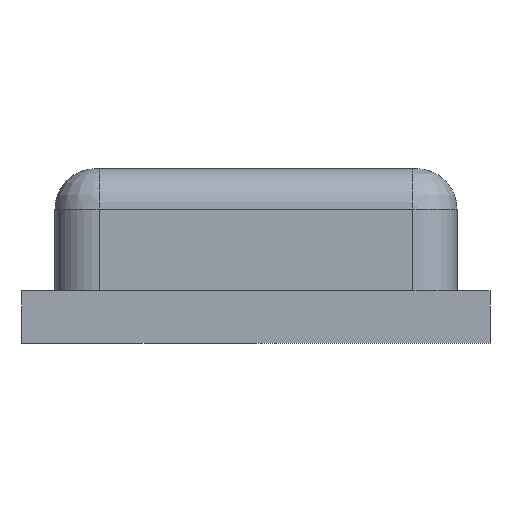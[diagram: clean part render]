
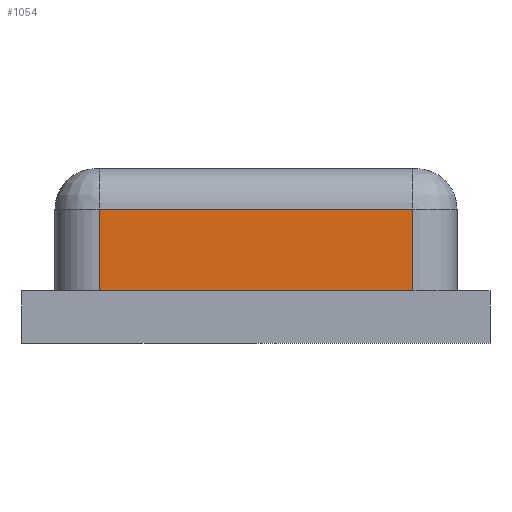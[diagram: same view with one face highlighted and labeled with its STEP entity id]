
A CAD part, front view. The second image highlights one B-rep face of the part: STEP entity #1054.
In plain terms, the highlighted planar face has unit normal (0, -1, 0).
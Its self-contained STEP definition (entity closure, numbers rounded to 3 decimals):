
#281 = PLANE('',#282);
#282 = AXIS2_PLACEMENT_3D('',#283,#284,#285);
#283 = CARTESIAN_POINT('',(-1.475,-2.576,0.33));
#284 = DIRECTION('',(0.,0.,-1.));
#285 = DIRECTION('',(0.,1.,0.));
#578 = VERTEX_POINT('',#579);
#579 = CARTESIAN_POINT('',(0.988,-2.358,0.33));
#594 = CYLINDRICAL_SURFACE('',#595,0.279);
#595 = AXIS2_PLACEMENT_3D('',#596,#597,#598);
#596 = CARTESIAN_POINT('',(0.988,-2.079,1.1));
#597 = DIRECTION('',(0.,0.,-1.));
#598 = DIRECTION('',(0.,1.,0.));
#628 = EDGE_CURVE('',#629,#578,#631,.T.);
#629 = VERTEX_POINT('',#630);
#630 = CARTESIAN_POINT('',(-0.988,-2.358,0.33));
#631 = SURFACE_CURVE('',#632,(#636,#643),.PCURVE_S1.);
#632 = LINE('',#633,#634);
#633 = CARTESIAN_POINT('',(-1.267,-2.358,0.33));
#634 = VECTOR('',#635,1.);
#635 = DIRECTION('',(1.,0.,0.));
#636 = PCURVE('',#281,#637);
#637 = DEFINITIONAL_REPRESENTATION('',(#638),#642);
#638 = LINE('',#639,#640);
#639 = CARTESIAN_POINT('',(0.218,0.208));
#640 = VECTOR('',#641,1.);
#641 = DIRECTION('',(0.,1.));
#642 = ( GEOMETRIC_REPRESENTATION_CONTEXT(2) 
PARAMETRIC_REPRESENTATION_CONTEXT() REPRESENTATION_CONTEXT('2D SPACE',''
  ) );
#643 = PCURVE('',#644,#649);
#644 = PLANE('',#645);
#645 = AXIS2_PLACEMENT_3D('',#646,#647,#648);
#646 = CARTESIAN_POINT('',(-1.267,-2.358,1.1));
#647 = DIRECTION('',(0.,1.,0.));
#648 = DIRECTION('',(-1.,0.,0.));
#649 = DEFINITIONAL_REPRESENTATION('',(#650),#654);
#650 = LINE('',#651,#652);
#651 = CARTESIAN_POINT('',(0.,-0.77));
#652 = VECTOR('',#653,1.);
#653 = DIRECTION('',(-1.,0.));
#654 = ( GEOMETRIC_REPRESENTATION_CONTEXT(2) 
PARAMETRIC_REPRESENTATION_CONTEXT() REPRESENTATION_CONTEXT('2D SPACE',''
  ) );
#671 = CYLINDRICAL_SURFACE('',#672,0.279);
#672 = AXIS2_PLACEMENT_3D('',#673,#674,#675);
#673 = CARTESIAN_POINT('',(-0.988,-2.079,1.1));
#674 = DIRECTION('',(0.,0.,-1.));
#675 = DIRECTION('',(0.,1.,0.));
#1054 = ADVANCED_FACE('',(#1055),#644,.F.);
#1055 = FACE_BOUND('',#1056,.T.);
#1056 = EDGE_LOOP('',(#1057,#1102,#1152,#1195));
#1057 = ORIENTED_EDGE('',*,*,#1058,.T.);
#1058 = EDGE_CURVE('',#578,#1059,#1061,.T.);
#1059 = VERTEX_POINT('',#1060);
#1060 = CARTESIAN_POINT('',(0.988,-2.358,0.846));
#1061 = SURFACE_CURVE('',#1062,(#1066,#1073),.PCURVE_S1.);
#1062 = LINE('',#1063,#1064);
#1063 = CARTESIAN_POINT('',(0.988,-2.358,1.1));
#1064 = VECTOR('',#1065,1.);
#1065 = DIRECTION('',(0.,0.,1.));
#1066 = PCURVE('',#644,#1067);
#1067 = DEFINITIONAL_REPRESENTATION('',(#1068),#1072);
#1068 = LINE('',#1069,#1070);
#1069 = CARTESIAN_POINT('',(-2.255,0.));
#1070 = VECTOR('',#1071,1.);
#1071 = DIRECTION('',(0.,1.));
#1072 = ( GEOMETRIC_REPRESENTATION_CONTEXT(2) 
PARAMETRIC_REPRESENTATION_CONTEXT() REPRESENTATION_CONTEXT('2D SPACE',''
  ) );
#1073 = PCURVE('',#594,#1074);
#1074 = DEFINITIONAL_REPRESENTATION('',(#1075),#1101);
#1075 = B_SPLINE_CURVE_WITH_KNOTS('',3,(#1076,#1077,#1078,#1079,#1080,
    #1081,#1082,#1083,#1084,#1085,#1086,#1087,#1088,#1089,#1090,#1091,
    #1092,#1093,#1094,#1095,#1096,#1097,#1098,#1099,#1100),
  .UNSPECIFIED.,.F.,.F.,(4,1,1,1,1,1,1,1,1,1,1,1,1,1,1,1,1,1,1,1,1,1,4),
  (-0.77,-0.747,-0.723,-0.7,-0.676
    ,-0.653,-0.629,-0.606,-0.582,
    -0.559,-0.535,-0.512,-0.489,
    -0.465,-0.442,-0.418,-0.395,
    -0.371,-0.348,-0.324,-0.301,
    -0.277,-0.254),.QUASI_UNIFORM_KNOTS.);
#1076 = CARTESIAN_POINT('',(3.142,0.77));
#1077 = CARTESIAN_POINT('',(3.142,0.762));
#1078 = CARTESIAN_POINT('',(3.142,0.747));
#1079 = CARTESIAN_POINT('',(3.142,0.723));
#1080 = CARTESIAN_POINT('',(3.142,0.7));
#1081 = CARTESIAN_POINT('',(3.142,0.676));
#1082 = CARTESIAN_POINT('',(3.142,0.653));
#1083 = CARTESIAN_POINT('',(3.142,0.629));
#1084 = CARTESIAN_POINT('',(3.142,0.606));
#1085 = CARTESIAN_POINT('',(3.142,0.582));
#1086 = CARTESIAN_POINT('',(3.142,0.559));
#1087 = CARTESIAN_POINT('',(3.142,0.535));
#1088 = CARTESIAN_POINT('',(3.142,0.512));
#1089 = CARTESIAN_POINT('',(3.142,0.489));
#1090 = CARTESIAN_POINT('',(3.142,0.465));
#1091 = CARTESIAN_POINT('',(3.142,0.442));
#1092 = CARTESIAN_POINT('',(3.142,0.418));
#1093 = CARTESIAN_POINT('',(3.142,0.395));
#1094 = CARTESIAN_POINT('',(3.142,0.371));
#1095 = CARTESIAN_POINT('',(3.142,0.348));
#1096 = CARTESIAN_POINT('',(3.142,0.324));
#1097 = CARTESIAN_POINT('',(3.142,0.301));
#1098 = CARTESIAN_POINT('',(3.142,0.277));
#1099 = CARTESIAN_POINT('',(3.142,0.262));
#1100 = CARTESIAN_POINT('',(3.142,0.254));
#1101 = ( GEOMETRIC_REPRESENTATION_CONTEXT(2) 
PARAMETRIC_REPRESENTATION_CONTEXT() REPRESENTATION_CONTEXT('2D SPACE',''
  ) );
#1102 = ORIENTED_EDGE('',*,*,#1103,.T.);
#1103 = EDGE_CURVE('',#1059,#1104,#1106,.T.);
#1104 = VERTEX_POINT('',#1105);
#1105 = CARTESIAN_POINT('',(-0.988,-2.358,0.846));
#1106 = SURFACE_CURVE('',#1107,(#1111,#1118),.PCURVE_S1.);
#1107 = LINE('',#1108,#1109);
#1108 = CARTESIAN_POINT('',(-0.988,-2.358,0.846));
#1109 = VECTOR('',#1110,1.);
#1110 = DIRECTION('',(-1.,0.,0.));
#1111 = PCURVE('',#644,#1112);
#1112 = DEFINITIONAL_REPRESENTATION('',(#1113),#1117);
#1113 = LINE('',#1114,#1115);
#1114 = CARTESIAN_POINT('',(-0.279,-0.254));
#1115 = VECTOR('',#1116,1.);
#1116 = DIRECTION('',(1.,0.));
#1117 = ( GEOMETRIC_REPRESENTATION_CONTEXT(2) 
PARAMETRIC_REPRESENTATION_CONTEXT() REPRESENTATION_CONTEXT('2D SPACE',''
  ) );
#1118 = PCURVE('',#1119,#1124);
#1119 = CYLINDRICAL_SURFACE('',#1120,0.254);
#1120 = AXIS2_PLACEMENT_3D('',#1121,#1122,#1123);
#1121 = CARTESIAN_POINT('',(-1.475,-2.104,0.846));
#1122 = DIRECTION('',(-1.,0.,0.));
#1123 = DIRECTION('',(0.,-1.,0.));
#1124 = DEFINITIONAL_REPRESENTATION('',(#1125),#1151);
#1125 = B_SPLINE_CURVE_WITH_KNOTS('',3,(#1126,#1127,#1128,#1129,#1130,
    #1131,#1132,#1133,#1134,#1135,#1136,#1137,#1138,#1139,#1140,#1141,
    #1142,#1143,#1144,#1145,#1146,#1147,#1148,#1149,#1150),
  .UNSPECIFIED.,.F.,.F.,(4,1,1,1,1,1,1,1,1,1,1,1,1,1,1,1,1,1,1,1,1,1,4),
  (-1.976,-1.886,-1.796,-1.707,
    -1.617,-1.527,-1.437,-1.347,
    -1.257,-1.168,-1.078,-0.988,
    -0.898,-0.808,-0.719,-0.629,
    -0.539,-0.449,-0.359,-0.269,
    -0.18,-0.09,0.),.UNSPECIFIED.);
#1126 = CARTESIAN_POINT('',(0.,-2.463));
#1127 = CARTESIAN_POINT('',(0.,-2.433));
#1128 = CARTESIAN_POINT('',(0.,-2.373));
#1129 = CARTESIAN_POINT('',(0.,-2.283));
#1130 = CARTESIAN_POINT('',(0.,-2.194));
#1131 = CARTESIAN_POINT('',(0.,-2.104));
#1132 = CARTESIAN_POINT('',(0.,-2.014));
#1133 = CARTESIAN_POINT('',(0.,-1.924));
#1134 = CARTESIAN_POINT('',(0.,-1.834));
#1135 = CARTESIAN_POINT('',(0.,-1.744));
#1136 = CARTESIAN_POINT('',(0.,-1.655));
#1137 = CARTESIAN_POINT('',(0.,-1.565));
#1138 = CARTESIAN_POINT('',(0.,-1.475));
#1139 = CARTESIAN_POINT('',(0.,-1.385));
#1140 = CARTESIAN_POINT('',(0.,-1.295));
#1141 = CARTESIAN_POINT('',(0.,-1.206));
#1142 = CARTESIAN_POINT('',(0.,-1.116));
#1143 = CARTESIAN_POINT('',(0.,-1.026));
#1144 = CARTESIAN_POINT('',(0.,-0.936));
#1145 = CARTESIAN_POINT('',(0.,-0.846));
#1146 = CARTESIAN_POINT('',(0.,-0.756));
#1147 = CARTESIAN_POINT('',(0.,-0.667));
#1148 = CARTESIAN_POINT('',(0.,-0.577));
#1149 = CARTESIAN_POINT('',(0.,-0.517));
#1150 = CARTESIAN_POINT('',(0.,-0.487));
#1151 = ( GEOMETRIC_REPRESENTATION_CONTEXT(2) 
PARAMETRIC_REPRESENTATION_CONTEXT() REPRESENTATION_CONTEXT('2D SPACE',''
  ) );
#1152 = ORIENTED_EDGE('',*,*,#1153,.T.);
#1153 = EDGE_CURVE('',#1104,#629,#1154,.T.);
#1154 = SURFACE_CURVE('',#1155,(#1159,#1166),.PCURVE_S1.);
#1155 = LINE('',#1156,#1157);
#1156 = CARTESIAN_POINT('',(-0.988,-2.358,1.1));
#1157 = VECTOR('',#1158,1.);
#1158 = DIRECTION('',(0.,0.,-1.));
#1159 = PCURVE('',#644,#1160);
#1160 = DEFINITIONAL_REPRESENTATION('',(#1161),#1165);
#1161 = LINE('',#1162,#1163);
#1162 = CARTESIAN_POINT('',(-0.279,0.));
#1163 = VECTOR('',#1164,1.);
#1164 = DIRECTION('',(0.,-1.));
#1165 = ( GEOMETRIC_REPRESENTATION_CONTEXT(2) 
PARAMETRIC_REPRESENTATION_CONTEXT() REPRESENTATION_CONTEXT('2D SPACE',''
  ) );
#1166 = PCURVE('',#671,#1167);
#1167 = DEFINITIONAL_REPRESENTATION('',(#1168),#1194);
#1168 = B_SPLINE_CURVE_WITH_KNOTS('',3,(#1169,#1170,#1171,#1172,#1173,
    #1174,#1175,#1176,#1177,#1178,#1179,#1180,#1181,#1182,#1183,#1184,
    #1185,#1186,#1187,#1188,#1189,#1190,#1191,#1192,#1193),
  .UNSPECIFIED.,.F.,.F.,(4,1,1,1,1,1,1,1,1,1,1,1,1,1,1,1,1,1,1,1,1,1,4),
  (0.254,0.277,0.301,0.324,0.348,
    0.371,0.395,0.418,0.442,
    0.465,0.489,0.512,0.535,0.559,
    0.582,0.606,0.629,0.653,
    0.676,0.7,0.723,0.747,0.77),
  .QUASI_UNIFORM_KNOTS.);
#1169 = CARTESIAN_POINT('',(3.142,0.254));
#1170 = CARTESIAN_POINT('',(3.142,0.262));
#1171 = CARTESIAN_POINT('',(3.142,0.277));
#1172 = CARTESIAN_POINT('',(3.142,0.301));
#1173 = CARTESIAN_POINT('',(3.142,0.324));
#1174 = CARTESIAN_POINT('',(3.142,0.348));
#1175 = CARTESIAN_POINT('',(3.142,0.371));
#1176 = CARTESIAN_POINT('',(3.142,0.395));
#1177 = CARTESIAN_POINT('',(3.142,0.418));
#1178 = CARTESIAN_POINT('',(3.142,0.442));
#1179 = CARTESIAN_POINT('',(3.142,0.465));
#1180 = CARTESIAN_POINT('',(3.142,0.489));
#1181 = CARTESIAN_POINT('',(3.142,0.512));
#1182 = CARTESIAN_POINT('',(3.142,0.535));
#1183 = CARTESIAN_POINT('',(3.142,0.559));
#1184 = CARTESIAN_POINT('',(3.142,0.582));
#1185 = CARTESIAN_POINT('',(3.142,0.606));
#1186 = CARTESIAN_POINT('',(3.142,0.629));
#1187 = CARTESIAN_POINT('',(3.142,0.653));
#1188 = CARTESIAN_POINT('',(3.142,0.676));
#1189 = CARTESIAN_POINT('',(3.142,0.7));
#1190 = CARTESIAN_POINT('',(3.142,0.723));
#1191 = CARTESIAN_POINT('',(3.142,0.747));
#1192 = CARTESIAN_POINT('',(3.142,0.762));
#1193 = CARTESIAN_POINT('',(3.142,0.77));
#1194 = ( GEOMETRIC_REPRESENTATION_CONTEXT(2) 
PARAMETRIC_REPRESENTATION_CONTEXT() REPRESENTATION_CONTEXT('2D SPACE',''
  ) );
#1195 = ORIENTED_EDGE('',*,*,#628,.T.);
